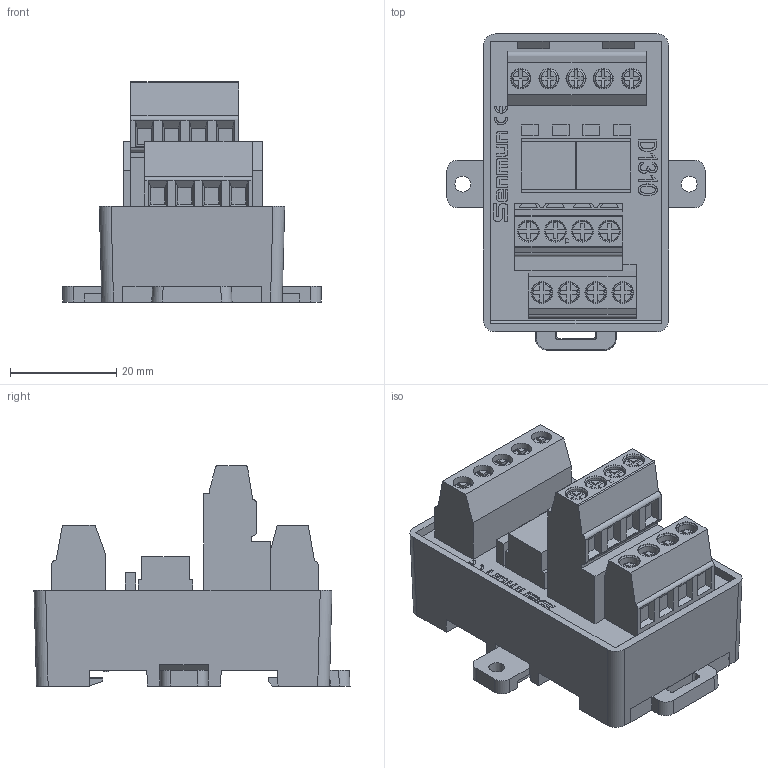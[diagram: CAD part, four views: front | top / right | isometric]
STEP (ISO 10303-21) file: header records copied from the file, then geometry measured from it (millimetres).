
FILE_DESCRIPTION(/* description */ (''),/* implementation_level */ '2;1');
FILE_NAME(/* name */ '1.stp',/* time_stamp */ '2024-08-16T09:01:13+08:00',/* author */ (''),/* organization */ (''),/* preprocessor_version */ 'ST-DEVELOPER v14',/* originating_system */ 'SIEMENS PLM Software NX 8.0',/* authorisation */ '');
FILE_SCHEMA (('AUTOMOTIVE_DESIGN { 1 0 10303 214 3 1 1 1 }'));
Length unit declared in the file: millimetre
Products named in the file (1): Admi3260DBFCaaz0
Bounding box: 48.6 x 59.51 x 41.45 mm (x, y, z)
Volume: 41494.3 mm3; surface area: 13820.7 mm2
Topology: 3 solids, 3 shells, 840 faces, 2188 edges, 1428 vertices
Faces by surface type: plane 672, cylinder 92, torus 36, cone 18, extrusion 12, bspline 10
Full cylindrical faces by diameter (mm): 3 x2, 3.8 x5, 4.1 x6, 4.13 x6
Entity records: 28253 total; most frequent: CARTESIAN_POINT 6951, ORIENTED_EDGE 4308, DIRECTION 3843, EDGE_CURVE 2154, VECTOR 1743, LINE 1731, VERTEX_POINT 1421, AXIS2_PLACEMENT_3D 1050
